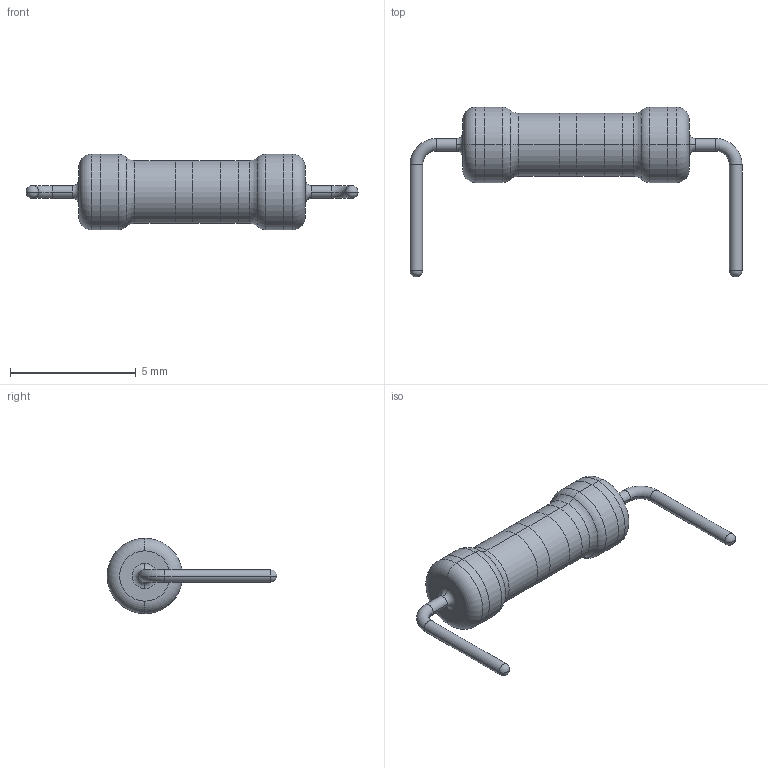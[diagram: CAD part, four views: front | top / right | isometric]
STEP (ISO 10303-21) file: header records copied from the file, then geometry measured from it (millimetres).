
FILE_DESCRIPTION (( 'STEP AP214' ), '1' );
FILE_NAME ('E865CF94-D43C-46AA-B9F4-28F1F40A7CA4.STEP', '2024-08-27T06:23:52', ( '' ), ( '' ), 'SwSTEP 2.0', 'SolidWorks 2022', '' );
FILE_SCHEMA (( 'AUTOMOTIVE_DESIGN' ));
Length unit declared in the file: millimetre
Products named in the file (1): E865CF94-D43C-46AA-B9F4-28F1F40A7CA4
Bounding box: 13.2 x 6.75 x 3 mm (x, y, z)
Volume: 54.1 mm3; surface area: 108.1 mm2
Topology: 1 solids, 1 shells, 52 faces, 114 edges, 62 vertices
Faces by surface type: cylinder 26, torus 20, sphere 4, plane 2
Entity records: 1664 total; most frequent: DIRECTION 292, CARTESIAN_POINT 217, ORIENTED_EDGE 212, AXIS2_PLACEMENT_3D 133, EDGE_CURVE 106, CIRCLE 80, VERTEX_POINT 58, EDGE_LOOP 54
